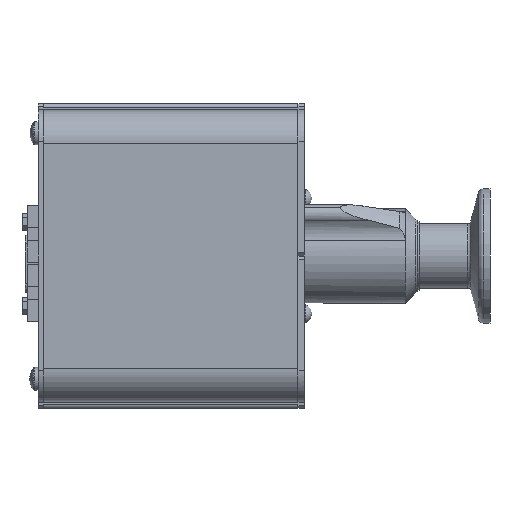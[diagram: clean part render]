
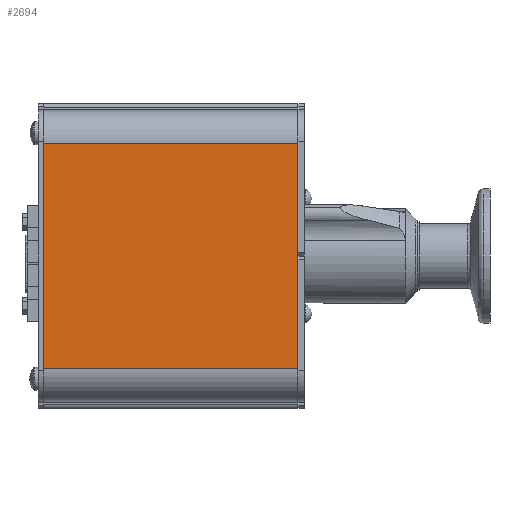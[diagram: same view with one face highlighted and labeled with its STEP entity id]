
A CAD part, left-side view. The second image highlights one B-rep face of the part: STEP entity #2694.
In plain terms, the highlighted planar face has unit normal (-1, 0, 0).
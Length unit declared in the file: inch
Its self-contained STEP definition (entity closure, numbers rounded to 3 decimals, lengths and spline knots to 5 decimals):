
#92 = CARTESIAN_POINT ( 'NONE',  ( -1.401, -0.163, -1.323 ) ) ;
#563 = CARTESIAN_POINT ( 'NONE',  ( -1.401, 2.822, -1.323 ) ) ;
#1589 = ORIENTED_EDGE ( 'NONE', *, *, #5364, .F. ) ;
#1624 = EDGE_CURVE ( 'NONE', #8823, #8262, #7603, .T. ) ;
#2281 = VECTOR ( 'NONE', #11243, 39.37008 ) ;
#2694 = ADVANCED_FACE ( 'NONE', ( #10584 ), #6186, .F. ) ;
#3294 = DIRECTION ( 'NONE',  ( 0., 0., -1. ) ) ;
#3559 = EDGE_CURVE ( 'NONE', #8823, #10135, #8884, .T. ) ;
#4385 = CARTESIAN_POINT ( 'NONE',  ( -1.401, 2.822, 1.323 ) ) ;
#4420 = CARTESIAN_POINT ( 'NONE',  ( -1.401, -0.163, 1.323 ) ) ;
#4583 = VERTEX_POINT ( 'NONE', #4420 ) ;
#5364 = EDGE_CURVE ( 'NONE', #10135, #4583, #12695, .T. ) ;
#6186 = PLANE ( 'NONE',  #6724 ) ;
#6260 = VECTOR ( 'NONE', #8506, 39.37008 ) ;
#6517 = CARTESIAN_POINT ( 'NONE',  ( -1.401, -0.163, 1.323 ) ) ;
#6527 = LINE ( 'NONE', #6517, #10823 ) ;
#6724 = AXIS2_PLACEMENT_3D ( 'NONE', #7174, #9164, #3294 ) ;
#7174 = CARTESIAN_POINT ( 'NONE',  ( -1.401, 2.822, 1.323 ) ) ;
#7603 = LINE ( 'NONE', #563, #9903 ) ;
#7822 = CARTESIAN_POINT ( 'NONE',  ( -1.401, 2.822, -1.323 ) ) ;
#8170 = ORIENTED_EDGE ( 'NONE', *, *, #1624, .T. ) ;
#8262 = VERTEX_POINT ( 'NONE', #92 ) ;
#8506 = DIRECTION ( 'NONE',  ( 0., 0., 1. ) ) ;
#8823 = VERTEX_POINT ( 'NONE', #7822 ) ;
#8884 = LINE ( 'NONE', #11399, #6260 ) ;
#9164 = DIRECTION ( 'NONE',  ( 1., 0., 0. ) ) ;
#9514 = ORIENTED_EDGE ( 'NONE', *, *, #3559, .F. ) ;
#9903 = VECTOR ( 'NONE', #11178, 39.37008 ) ;
#10135 = VERTEX_POINT ( 'NONE', #12601 ) ;
#10329 = EDGE_LOOP ( 'NONE', ( #8170, #10875, #1589, #9514 ) ) ;
#10584 = FACE_OUTER_BOUND ( 'NONE', #10329, .T. ) ;
#10823 = VECTOR ( 'NONE', #12387, 39.37008 ) ;
#10875 = ORIENTED_EDGE ( 'NONE', *, *, #11299, .T. ) ;
#11178 = DIRECTION ( 'NONE',  ( 0., -1., 0. ) ) ;
#11243 = DIRECTION ( 'NONE',  ( 0., -1., 0. ) ) ;
#11299 = EDGE_CURVE ( 'NONE', #8262, #4583, #6527, .T. ) ;
#11399 = CARTESIAN_POINT ( 'NONE',  ( -1.401, 2.822, 1.323 ) ) ;
#12387 = DIRECTION ( 'NONE',  ( 0., 0., 1. ) ) ;
#12601 = CARTESIAN_POINT ( 'NONE',  ( -1.401, 2.822, 1.323 ) ) ;
#12695 = LINE ( 'NONE', #4385, #2281 ) ;
